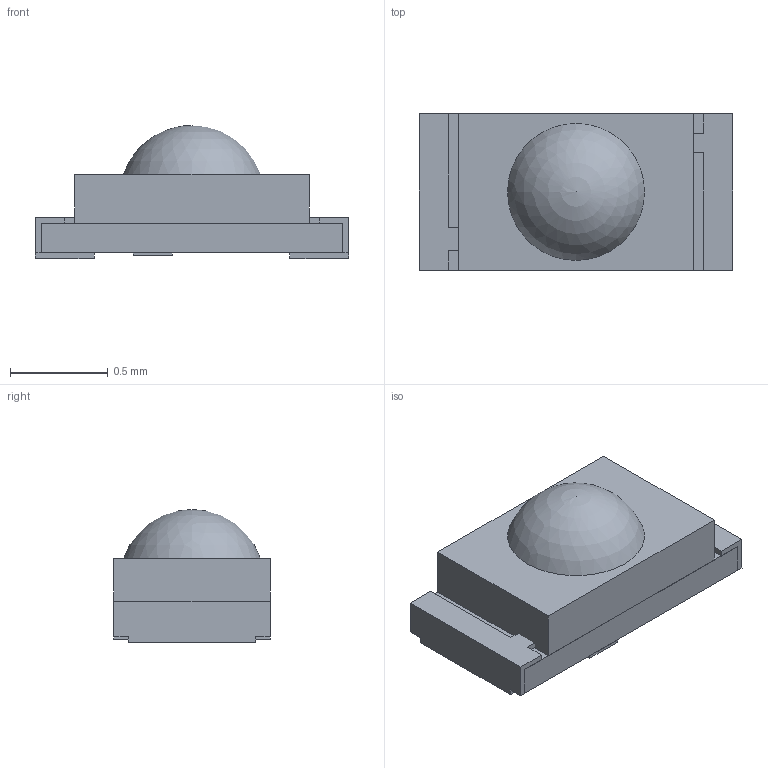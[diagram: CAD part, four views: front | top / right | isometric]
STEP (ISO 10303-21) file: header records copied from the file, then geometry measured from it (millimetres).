
FILE_DESCRIPTION (( 'STEP AP214' ), '1' );
FILE_NAME ('XZxx53W-8ST.STEP', '2018-01-10T00:05:36', ( '' ), ( '' ), 'SwSTEP 2.0', 'SolidWorks 2012', '' );
FILE_SCHEMA (( 'AUTOMOTIVE_DESIGN' ));
Length unit declared in the file: millimetre
Products named in the file (1): XZxx53W-8ST
Bounding box: 1.6 x 0.8 x 0.68 mm (x, y, z)
Surface area: 9.8 mm2 (no closed solid volume)
Topology: 0 solids, 10 shells, 82 faces, 223 edges, 153 vertices
Faces by surface type: plane 72, cylinder 9, sphere 1
Entity records: 2686 total; most frequent: CARTESIAN_POINT 479, ORIENTED_EDGE 406, DIRECTION 384, EDGE_CURVE 221, VECTOR 178, LINE 178, VERTEX_POINT 152, AXIS2_PLACEMENT_3D 103
